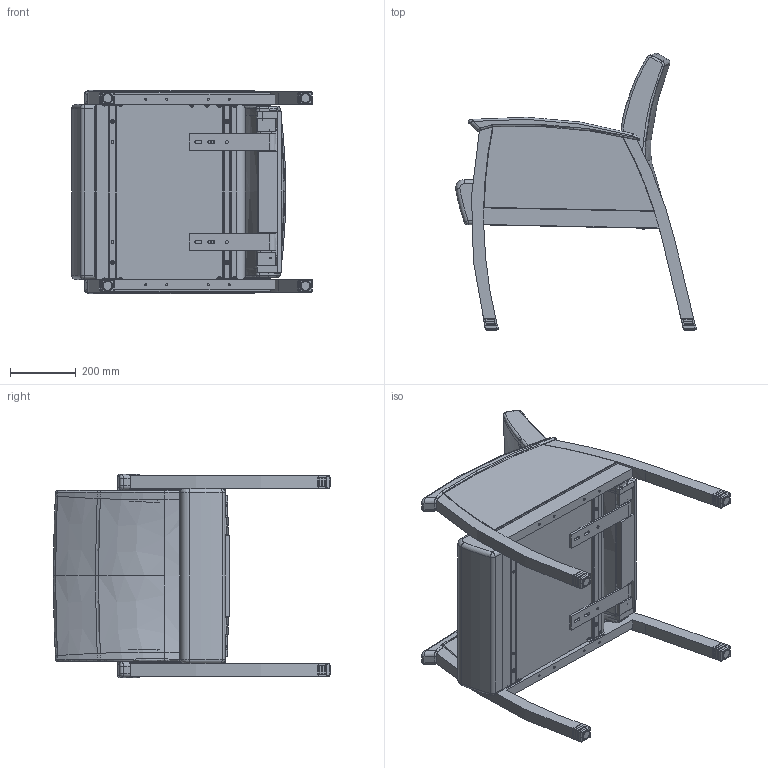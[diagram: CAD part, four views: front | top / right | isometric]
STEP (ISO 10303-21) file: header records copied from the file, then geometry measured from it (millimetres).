
FILE_DESCRIPTION(/* description */ (''),/* implementation_level */ '2;1');
FILE_NAME(/* name */ 'KOT10PW.stp',/* time_stamp */ '2016-10-24T15:14:52-04:00',/* author */ ('emerkel'),/* organization */ (''),/* preprocessor_version */ 'ST-DEVELOPER v16.5',/* originating_system */ 'Autodesk Inventor 2017',/* authorisation */ '');
FILE_SCHEMA (('AUTOMOTIVE_DESIGN { 1 0 10303 214 3 1 1 }'));
Products named in the file (34): KOT10PU; KOT ARML-1 BRZ; KOT ARMR-1 BRZ; KOT10-1 MAC BLK; FR BK KOT10; KOT10-10; KOT10-10_1; INTERNAL FLARE T-NUT .3125 (FOR 12MM); KOT10-10C; KOT10-2-10A; KOT10-3-10B; CB 35-1; 51618X.75HHP; JBAR KOT; STAPLE TOP .875; STAPLE 1.125; STAPLE1.5; STAPLE .875; KOT10 BACK NEW; KOT10 USEAT; STU1X1.5X21; STU1X1.5X21_1; STU1X1.5X21_2; STUBE PLT-4; U-CHANNEL FOR STUBE; STUBE1.5X21; TUBE1.5 X21; STUBE PLT-1; 1420X3/4 PSHPB; 1420X2.5 PSHPB; UPANEL KOT10; LEG CAP KOL-1; LEG CAP KOL-1_1; GLD BLK 5-16
Assembly tree (97 placements, depth 4):
  KOT10PU
    KOT ARML-1 BRZ
    KOT ARMR-1 BRZ
    KOT10-1 MAC BLK  x2
    FR BK KOT10
      KOT10-10
        KOT10-10_1
        INTERNAL FLARE T-NUT .3125 (FOR 12MM)  x4
      KOT10-10C
      KOT10-2-10A  x2
      KOT10-3-10B  x2
      CB 35-1  x2
      51618X.75HHP  x4
      JBAR KOT  x2
      STAPLE1.5  x12
      STAPLE TOP .875  x8
      STAPLE 1.125  x4
      STAPLE .875  x4
    KOT10 BACK NEW
    KOT10 USEAT
    STU1X1.5X21
      STU1X1.5X21_1
      STU1X1.5X21_2
      STUBE PLT-4  x2
      U-CHANNEL FOR STUBE  x2
    STUBE1.5X21
      TUBE1.5 X21
      STUBE PLT-1  x2
    1420X3/4 PSHPB  x20
    1420X2.5 PSHPB  x4
    UPANEL KOT10  x2
    LEG CAP KOL-1  x4
      LEG CAP KOL-1_1
      GLD BLK 5-16
Bounding box: 733.5 x 844.78 x 619.12 mm (x, y, z)
Volume: 72554327 mm3; surface area: 4064162.5 mm2
Topology: 104 solids, 112 shells, 4958 faces, 11300 edges, 6570 vertices
Faces by surface type: plane 1555, cylinder 1414, bspline 775, torus 684, cone 352, sphere 178
Full cylindrical faces by diameter (mm): 6.35 x62, 6.528 x8, 7.137 x8, 7.925 x8, 7.938 x8, 8.712 x12, 8.733 x8, 9.449 x4, 9.525 x10, 9.906 x4, 11.112 x4, 11.989 x4, 12.497 x24, 31.75 x4
Entity records: 57499 total; most frequent: CARTESIAN_POINT 25547, ORIENTED_EDGE 6336, DIRECTION 6174, EDGE_CURVE 3170, AXIS2_PLACEMENT_3D 2452, VERTEX_POINT 1932, EDGE_LOOP 1678, FACE_OUTER_BOUND 1442
